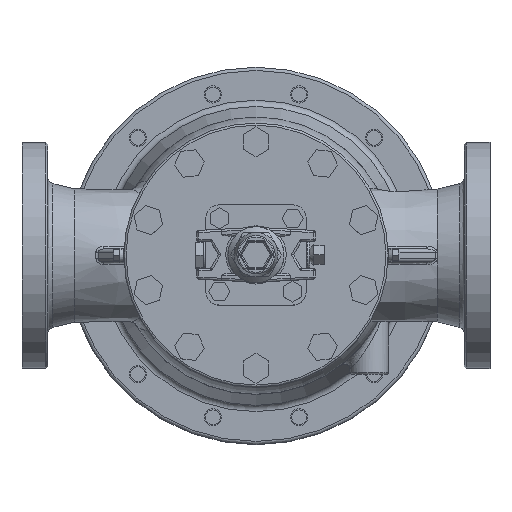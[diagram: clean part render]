
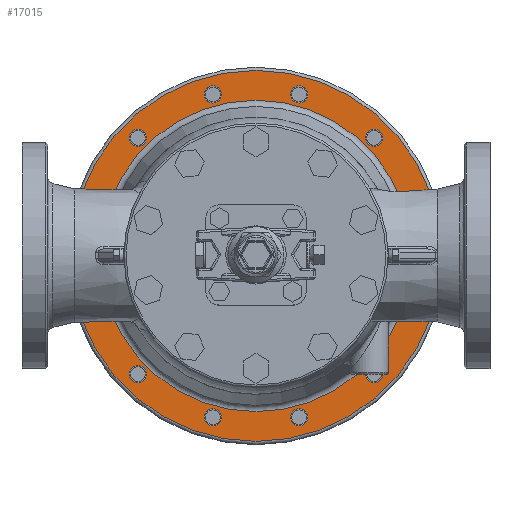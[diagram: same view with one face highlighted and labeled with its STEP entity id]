
A CAD part, top view. The second image highlights one B-rep face of the part: STEP entity #17015.
In plain terms, the highlighted planar face has unit normal (0, 0, 1).
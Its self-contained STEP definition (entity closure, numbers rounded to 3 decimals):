
#243=FACE_BOUND('',#2856,.T.);
#244=FACE_BOUND('',#2857,.T.);
#245=FACE_BOUND('',#2858,.T.);
#246=FACE_BOUND('',#2859,.T.);
#247=FACE_BOUND('',#2860,.T.);
#248=FACE_BOUND('',#2861,.T.);
#249=FACE_BOUND('',#2862,.T.);
#250=FACE_BOUND('',#2863,.T.);
#251=FACE_BOUND('',#2864,.T.);
#252=FACE_BOUND('',#2865,.T.);
#253=FACE_BOUND('',#2866,.T.);
#254=FACE_BOUND('',#2867,.T.);
#255=FACE_BOUND('',#2868,.T.);
#699=PLANE('',#18289);
#1617=FACE_OUTER_BOUND('',#2855,.T.);
#2855=EDGE_LOOP('',(#12748));
#2856=EDGE_LOOP('',(#12749));
#2857=EDGE_LOOP('',(#12750));
#2858=EDGE_LOOP('',(#12751));
#2859=EDGE_LOOP('',(#12752));
#2860=EDGE_LOOP('',(#12753));
#2861=EDGE_LOOP('',(#12754));
#2862=EDGE_LOOP('',(#12755));
#2863=EDGE_LOOP('',(#12756));
#2864=EDGE_LOOP('',(#12757));
#2865=EDGE_LOOP('',(#12758));
#2866=EDGE_LOOP('',(#12759));
#2867=EDGE_LOOP('',(#12760));
#2868=EDGE_LOOP('',(#12761));
#6615=CIRCLE('',#18171,6.918);
#6617=CIRCLE('',#18174,6.918);
#6619=CIRCLE('',#18177,6.918);
#6621=CIRCLE('',#18180,6.918);
#6623=CIRCLE('',#18183,6.918);
#6625=CIRCLE('',#18186,6.918);
#6627=CIRCLE('',#18189,6.918);
#6629=CIRCLE('',#18192,6.918);
#6631=CIRCLE('',#18195,6.918);
#6633=CIRCLE('',#18198,6.918);
#6635=CIRCLE('',#18201,6.918);
#6637=CIRCLE('',#18204,6.918);
#6684=CIRCLE('',#18288,172.);
#6685=CIRCLE('',#18290,144.344);
#7928=VERTEX_POINT('',#28493);
#7930=VERTEX_POINT('',#28498);
#7932=VERTEX_POINT('',#28503);
#7934=VERTEX_POINT('',#28508);
#7936=VERTEX_POINT('',#28513);
#7938=VERTEX_POINT('',#28518);
#7940=VERTEX_POINT('',#28523);
#7942=VERTEX_POINT('',#28528);
#7944=VERTEX_POINT('',#28533);
#7946=VERTEX_POINT('',#28538);
#7948=VERTEX_POINT('',#28543);
#7950=VERTEX_POINT('',#28548);
#8045=VERTEX_POINT('',#30712);
#8046=VERTEX_POINT('',#30715);
#9679=EDGE_CURVE('',#7928,#7928,#6615,.T.);
#9681=EDGE_CURVE('',#7930,#7930,#6617,.T.);
#9683=EDGE_CURVE('',#7932,#7932,#6619,.T.);
#9685=EDGE_CURVE('',#7934,#7934,#6621,.T.);
#9687=EDGE_CURVE('',#7936,#7936,#6623,.T.);
#9689=EDGE_CURVE('',#7938,#7938,#6625,.T.);
#9691=EDGE_CURVE('',#7940,#7940,#6627,.T.);
#9693=EDGE_CURVE('',#7942,#7942,#6629,.T.);
#9695=EDGE_CURVE('',#7944,#7944,#6631,.T.);
#9697=EDGE_CURVE('',#7946,#7946,#6633,.T.);
#9699=EDGE_CURVE('',#7948,#7948,#6635,.T.);
#9701=EDGE_CURVE('',#7950,#7950,#6637,.T.);
#9846=EDGE_CURVE('',#8045,#8045,#6684,.T.);
#9847=EDGE_CURVE('',#8046,#8046,#6685,.T.);
#12748=ORIENTED_EDGE('',*,*,#9846,.F.);
#12749=ORIENTED_EDGE('',*,*,#9679,.T.);
#12750=ORIENTED_EDGE('',*,*,#9681,.T.);
#12751=ORIENTED_EDGE('',*,*,#9683,.T.);
#12752=ORIENTED_EDGE('',*,*,#9685,.T.);
#12753=ORIENTED_EDGE('',*,*,#9687,.T.);
#12754=ORIENTED_EDGE('',*,*,#9689,.T.);
#12755=ORIENTED_EDGE('',*,*,#9691,.T.);
#12756=ORIENTED_EDGE('',*,*,#9693,.T.);
#12757=ORIENTED_EDGE('',*,*,#9695,.T.);
#12758=ORIENTED_EDGE('',*,*,#9697,.T.);
#12759=ORIENTED_EDGE('',*,*,#9699,.T.);
#12760=ORIENTED_EDGE('',*,*,#9701,.T.);
#12761=ORIENTED_EDGE('',*,*,#9847,.F.);
#17015=ADVANCED_FACE('',(#1617,#243,#244,#245,#246,#247,#248,#249,#250,
#251,#252,#253,#254,#255),#699,.T.);
#18171=AXIS2_PLACEMENT_3D('',#28494,#20292,#20293);
#18174=AXIS2_PLACEMENT_3D('',#28499,#20298,#20299);
#18177=AXIS2_PLACEMENT_3D('',#28504,#20304,#20305);
#18180=AXIS2_PLACEMENT_3D('',#28509,#20310,#20311);
#18183=AXIS2_PLACEMENT_3D('',#28514,#20316,#20317);
#18186=AXIS2_PLACEMENT_3D('',#28519,#20322,#20323);
#18189=AXIS2_PLACEMENT_3D('',#28524,#20328,#20329);
#18192=AXIS2_PLACEMENT_3D('',#28529,#20334,#20335);
#18195=AXIS2_PLACEMENT_3D('',#28534,#20340,#20341);
#18198=AXIS2_PLACEMENT_3D('',#28539,#20346,#20347);
#18201=AXIS2_PLACEMENT_3D('',#28544,#20352,#20353);
#18204=AXIS2_PLACEMENT_3D('',#28549,#20358,#20359);
#18288=AXIS2_PLACEMENT_3D('',#30713,#20542,#20543);
#18289=AXIS2_PLACEMENT_3D('',#30714,#20544,#20545);
#18290=AXIS2_PLACEMENT_3D('',#30716,#20546,#20547);
#20292=DIRECTION('center_axis',(0.,0.,-1.));
#20293=DIRECTION('ref_axis',(-0.866,0.5,0.));
#20298=DIRECTION('center_axis',(0.,0.,-1.));
#20299=DIRECTION('ref_axis',(-0.5,0.866,0.));
#20304=DIRECTION('center_axis',(0.,0.,-1.));
#20305=DIRECTION('ref_axis',(0.,1.,0.));
#20310=DIRECTION('center_axis',(0.,0.,-1.));
#20311=DIRECTION('ref_axis',(0.5,0.866,0.));
#20316=DIRECTION('center_axis',(0.,0.,-1.));
#20317=DIRECTION('ref_axis',(0.866,0.5,0.));
#20322=DIRECTION('center_axis',(0.,0.,-1.));
#20323=DIRECTION('ref_axis',(1.,0.,0.));
#20328=DIRECTION('center_axis',(0.,0.,-1.));
#20329=DIRECTION('ref_axis',(0.866,-0.5,0.));
#20334=DIRECTION('center_axis',(0.,0.,-1.));
#20335=DIRECTION('ref_axis',(0.5,-0.866,0.));
#20340=DIRECTION('center_axis',(0.,0.,-1.));
#20341=DIRECTION('ref_axis',(0.,-1.,0.));
#20346=DIRECTION('center_axis',(0.,0.,-1.));
#20347=DIRECTION('ref_axis',(-0.5,-0.866,0.));
#20352=DIRECTION('center_axis',(0.,0.,-1.));
#20353=DIRECTION('ref_axis',(-0.866,-0.5,0.));
#20358=DIRECTION('center_axis',(0.,0.,-1.));
#20359=DIRECTION('ref_axis',(-1.,0.,0.));
#20542=DIRECTION('center_axis',(0.,0.,-1.));
#20543=DIRECTION('ref_axis',(-1.,0.,0.));
#20544=DIRECTION('center_axis',(0.,0.,1.));
#20545=DIRECTION('ref_axis',(1.,0.,0.));
#20546=DIRECTION('center_axis',(0.,0.,1.));
#20547=DIRECTION('ref_axis',(-1.,0.,0.));
#28493=CARTESIAN_POINT('',(155.709,-43.576,36.));
#28494=CARTESIAN_POINT('Origin',(149.719,-40.117,36.));
#28498=CARTESIAN_POINT('',(113.06,-115.592,36.));
#28499=CARTESIAN_POINT('Origin',(109.602,-109.602,36.));
#28503=CARTESIAN_POINT('',(40.117,-156.636,36.));
#28504=CARTESIAN_POINT('Origin',(40.117,-149.719,36.));
#28508=CARTESIAN_POINT('',(-43.576,-155.709,36.));
#28509=CARTESIAN_POINT('Origin',(-40.117,-149.719,36.));
#28513=CARTESIAN_POINT('',(-115.592,-113.06,36.));
#28514=CARTESIAN_POINT('Origin',(-109.602,-109.602,36.));
#28518=CARTESIAN_POINT('',(-156.636,-40.117,36.));
#28519=CARTESIAN_POINT('Origin',(-149.719,-40.117,36.));
#28523=CARTESIAN_POINT('',(-155.709,43.576,36.));
#28524=CARTESIAN_POINT('Origin',(-149.719,40.117,36.));
#28528=CARTESIAN_POINT('',(-113.06,115.592,36.));
#28529=CARTESIAN_POINT('Origin',(-109.602,109.602,36.));
#28533=CARTESIAN_POINT('',(-40.117,156.636,36.));
#28534=CARTESIAN_POINT('Origin',(-40.117,149.719,36.));
#28538=CARTESIAN_POINT('',(43.576,155.709,36.));
#28539=CARTESIAN_POINT('Origin',(40.117,149.719,36.));
#28543=CARTESIAN_POINT('',(115.592,113.06,36.));
#28544=CARTESIAN_POINT('Origin',(109.602,109.602,36.));
#28548=CARTESIAN_POINT('',(156.636,40.117,36.));
#28549=CARTESIAN_POINT('Origin',(149.719,40.117,36.));
#30712=CARTESIAN_POINT('',(172.,0.,36.));
#30713=CARTESIAN_POINT('Origin',(0.,0.,36.));
#30714=CARTESIAN_POINT('Origin',(0.,0.,
36.));
#30715=CARTESIAN_POINT('',(144.344,0.,36.));
#30716=CARTESIAN_POINT('Origin',(0.,0.,36.));
